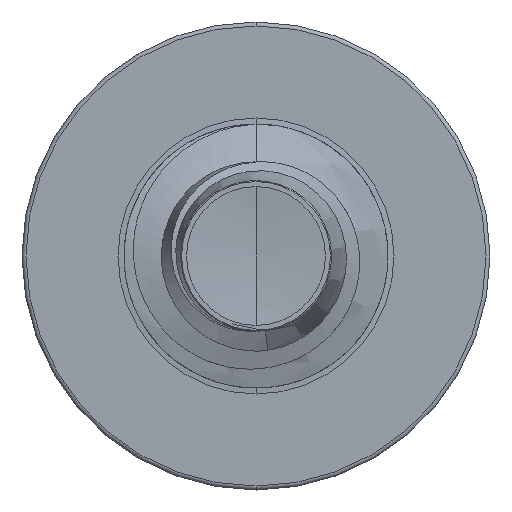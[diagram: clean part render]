
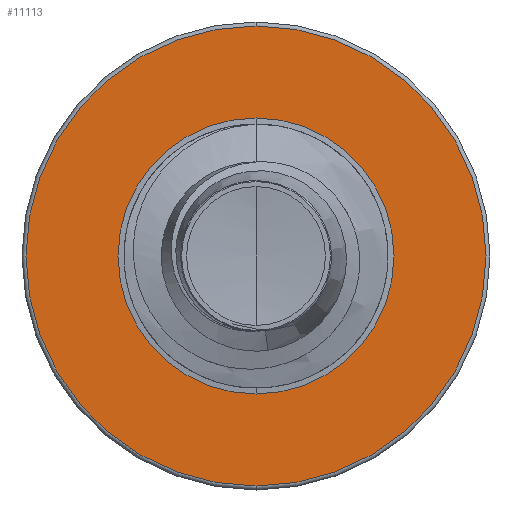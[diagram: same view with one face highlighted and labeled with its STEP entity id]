
A CAD part, front view. The second image highlights one B-rep face of the part: STEP entity #11113.
In plain terms, the highlighted planar face has unit normal (0, -1, 0).
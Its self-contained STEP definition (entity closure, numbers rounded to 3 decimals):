
#81 = EDGE_LOOP ( 'NONE', ( #5540, #10127 ) ) ;
#2028 = AXIS2_PLACEMENT_3D ( 'NONE', #12086, #12080, #12051 ) ;
#2995 = EDGE_CURVE ( 'NONE', #13060, #3054, #16515, .T. ) ;
#3054 = VERTEX_POINT ( 'NONE', #11372 ) ;
#4406 = FACE_BOUND ( 'NONE', #81, .T. ) ;
#5519 = VERTEX_POINT ( 'NONE', #13634 ) ;
#5540 = ORIENTED_EDGE ( 'NONE', *, *, #15477, .T. ) ;
#6267 = CIRCLE ( 'NONE', #2028, 1.15 ) ;
#6768 = VERTEX_POINT ( 'NONE', #11660 ) ;
#8552 = CARTESIAN_POINT ( 'NONE',  ( 0., 8., -1.15 ) ) ;
#9655 = AXIS2_PLACEMENT_3D ( 'NONE', #11139, #11121, #11099 ) ;
#10127 = ORIENTED_EDGE ( 'NONE', *, *, #2995, .T. ) ;
#10762 = DIRECTION ( 'NONE',  ( 0., 0., 1. ) ) ;
#10784 = DIRECTION ( 'NONE',  ( 0., 1., 0. ) ) ;
#10797 = CARTESIAN_POINT ( 'NONE',  ( 0., 8., 0. ) ) ;
#11099 = DIRECTION ( 'NONE',  ( 0., 0., 1. ) ) ;
#11113 = ADVANCED_FACE ( 'NONE', ( #15187, #4406 ), #17253, .F. ) ;
#11121 = DIRECTION ( 'NONE',  ( 0., 1., 0. ) ) ;
#11139 = CARTESIAN_POINT ( 'NONE',  ( 0., 8., 0. ) ) ;
#11372 = CARTESIAN_POINT ( 'NONE',  ( 0., 8., 1.15 ) ) ;
#11660 = CARTESIAN_POINT ( 'NONE',  ( 0., 8., 1.917 ) ) ;
#12051 = DIRECTION ( 'NONE',  ( 0., 0., 1. ) ) ;
#12080 = DIRECTION ( 'NONE',  ( 0., 1., 0. ) ) ;
#12086 = CARTESIAN_POINT ( 'NONE',  ( 0., 8., 0. ) ) ;
#12237 = DIRECTION ( 'NONE',  ( 0., 0., 1. ) ) ;
#12244 = DIRECTION ( 'NONE',  ( 0., 1., 0. ) ) ;
#12259 = CARTESIAN_POINT ( 'NONE',  ( 0., 8., 0. ) ) ;
#13060 = VERTEX_POINT ( 'NONE', #8552 ) ;
#13634 = CARTESIAN_POINT ( 'NONE',  ( 0., 8., -1.917 ) ) ;
#14476 = CIRCLE ( 'NONE', #15675, 1.917 ) ;
#15187 = FACE_OUTER_BOUND ( 'NONE', #15818, .T. ) ;
#15303 = EDGE_CURVE ( 'NONE', #6768, #5519, #16108, .T. ) ;
#15477 = EDGE_CURVE ( 'NONE', #3054, #13060, #6267, .T. ) ;
#15609 = ORIENTED_EDGE ( 'NONE', *, *, #15303, .F. ) ;
#15675 = AXIS2_PLACEMENT_3D ( 'NONE', #10797, #10784, #10762 ) ;
#15818 = EDGE_LOOP ( 'NONE', ( #15609, #17360 ) ) ;
#16108 = CIRCLE ( 'NONE', #17188, 1.917 ) ;
#16236 = EDGE_CURVE ( 'NONE', #5519, #6768, #14476, .T. ) ;
#16515 = CIRCLE ( 'NONE', #9655, 1.15 ) ;
#16900 = AXIS2_PLACEMENT_3D ( 'NONE', #17209, #17194, #17183 ) ;
#17183 = DIRECTION ( 'NONE',  ( 0., 0., 1. ) ) ;
#17188 = AXIS2_PLACEMENT_3D ( 'NONE', #12259, #12244, #12237 ) ;
#17194 = DIRECTION ( 'NONE',  ( 0., 1., 0. ) ) ;
#17209 = CARTESIAN_POINT ( 'NONE',  ( 0., 8., -1.15 ) ) ;
#17253 = PLANE ( 'NONE',  #16900 ) ;
#17360 = ORIENTED_EDGE ( 'NONE', *, *, #16236, .F. ) ;
